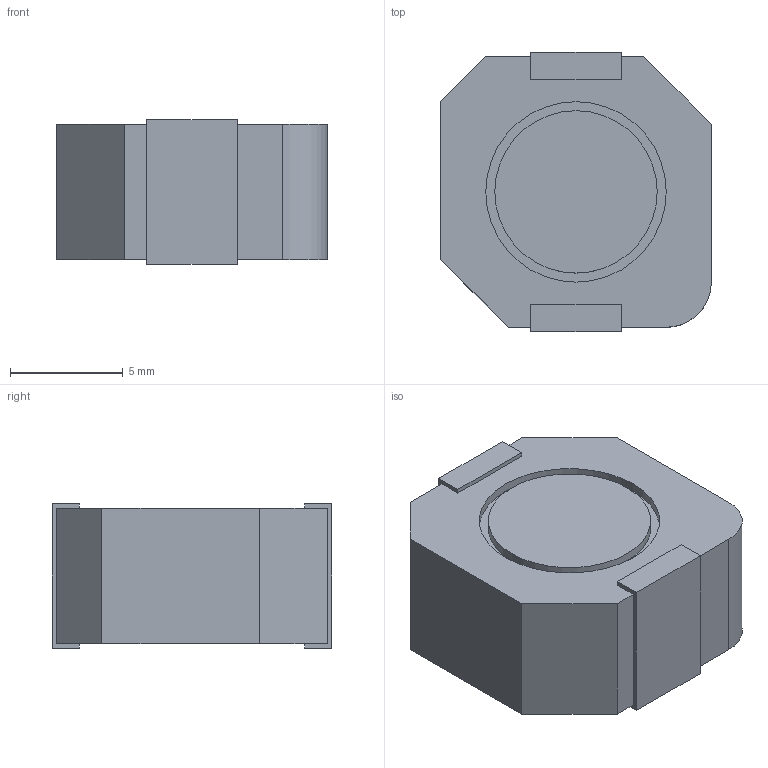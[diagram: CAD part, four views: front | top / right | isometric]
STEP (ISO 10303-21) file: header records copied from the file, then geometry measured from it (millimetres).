
FILE_DESCRIPTION(('FreeCAD Model'),'2;1');
FILE_NAME('WE-7447706680.step','2020-10-24T11:30:56',('Author'),( ''),'Open CASCADE STEP processor 7.3','FreeCAD','Unknown');
FILE_SCHEMA(('AUTOMOTIVE_DESIGN { 1 0 10303 214 1 1 1 1 }'));
Length unit declared in the file: millimetre
Products named in the file (1): Pad023
Bounding box: 12 x 12.4 x 6.4 mm (x, y, z)
Volume: 802.5 mm3; surface area: 554.4 mm2
Topology: 1 solids, 1 shells, 30 faces, 78 edges, 52 vertices
Faces by surface type: plane 27, cylinder 3
Full cylindrical faces by diameter (mm): 7.2 x1, 8 x1
Entity records: 1955 total; most frequent: CARTESIAN_POINT 341, DIRECTION 298, LINE 222, VECTOR 222, ORIENTED_EDGE 156, PCURVE 156, DEFINITIONAL_REPRESENTATION 156, EDGE_CURVE 78
